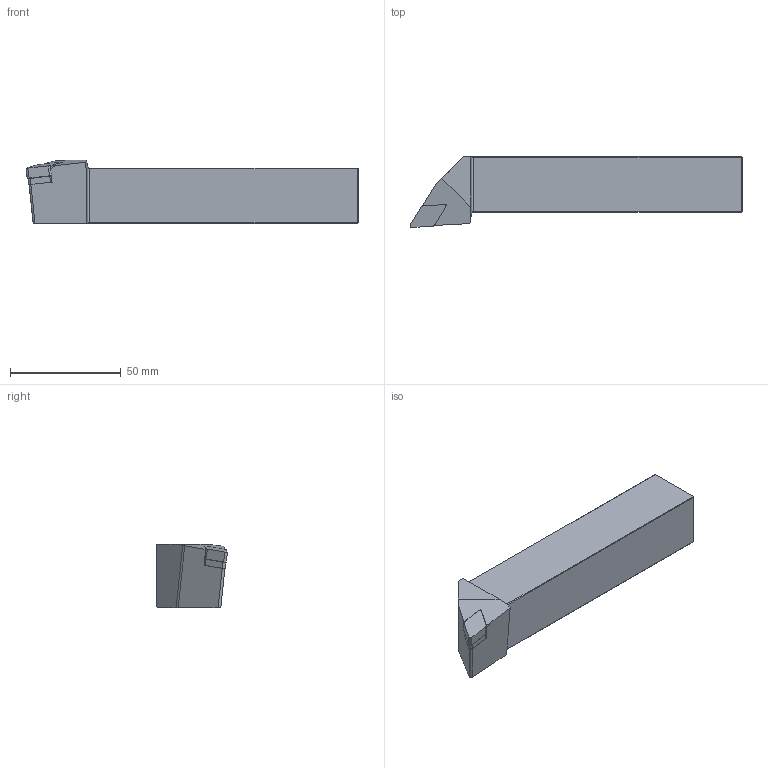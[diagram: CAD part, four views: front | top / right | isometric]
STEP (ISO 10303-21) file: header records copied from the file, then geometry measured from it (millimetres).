
FILE_DESCRIPTION(/* description */ (''),/* implementation_level */ '2;1');
FILE_NAME(/* name */ 'PDJNR-2525-M11.stp',/* time_stamp */ '2023-09-29T14:38:51+03:00',/* author */ (''),/* organization */ (''),/* preprocessor_version */ 'ST-DEVELOPER v19.4',/* originating_system */ 'SIEMENS PLM Software NX2306.3001',/* authorisation */ '');
FILE_SCHEMA (('AUTOMOTIVE_DESIGN { 1 0 10303 214 3 1 1 1 }'));
Length unit declared in the file: millimetre
Products named in the file (1): PDJNR-2525-M11
Bounding box: 150 x 32 x 28.5 mm (x, y, z)
Volume: 89674.1 mm3; surface area: 16131.3 mm2
Topology: 2 solids, 2 shells, 58 faces, 140 edges, 86 vertices
Faces by surface type: plane 43, cylinder 12, cone 2, bspline 1
Entity records: 1768 total; most frequent: CARTESIAN_POINT 310, ORIENTED_EDGE 280, DIRECTION 278, EDGE_CURVE 140, LINE 110, VECTOR 110, VERTEX_POINT 86, AXIS2_PLACEMENT_3D 84
